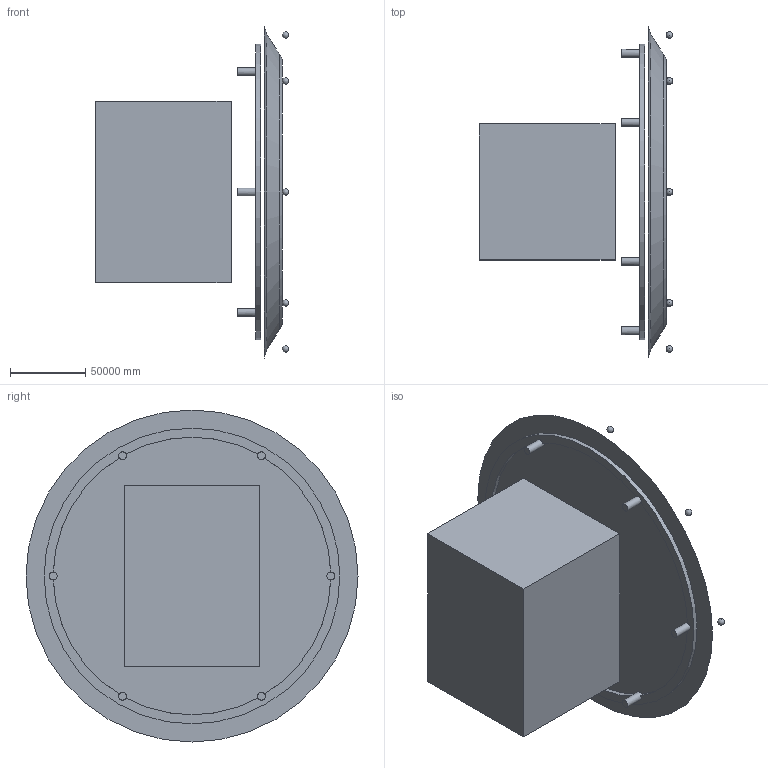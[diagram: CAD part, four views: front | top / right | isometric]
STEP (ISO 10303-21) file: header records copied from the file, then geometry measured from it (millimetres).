
FILE_DESCRIPTION(('FreeCAD Model'),'2;1');
FILE_NAME('Open CASCADE Shape Model','2025-08-12T17:53:44',('Author'),( ''),'Open CASCADE STEP processor 7.8','FreeCAD','Unknown');
FILE_SCHEMA(('AUTOMOTIVE_DESIGN { 1 0 10303 214 1 1 1 1 }'));
Length unit declared in the file: metre
Products named in the file (6): Bus; SpaceProbe; HeatShield; ShieldTruss; TPS_Sensors
Assembly tree (4 placements, depth 2):
  Bus
  SpaceProbe
    Bus
    HeatShield
    ShieldTruss
    TPS_Sensors
Bounding box: 128200 x 220000 x 220000 mm (x, y, z)
Volume: 2318433929753811.5 mm3; surface area: 209408319100 mm2
Topology: 12 solids, 12 shells, 47 faces, 115 edges, 76 vertices
Faces by surface type: plane 28, cylinder 8, sphere 8, cone 3
Full cylindrical faces by diameter (mm): 5200 x6, 184000 x1, 196000 x1
Entity records: 2584 total; most frequent: CARTESIAN_POINT 428, DIRECTION 386, ORIENTED_EDGE 182, PCURVE 182, DEFINITIONAL_REPRESENTATION 182, LINE 152, VECTOR 152, AXIS2_PLACEMENT_3D 96
